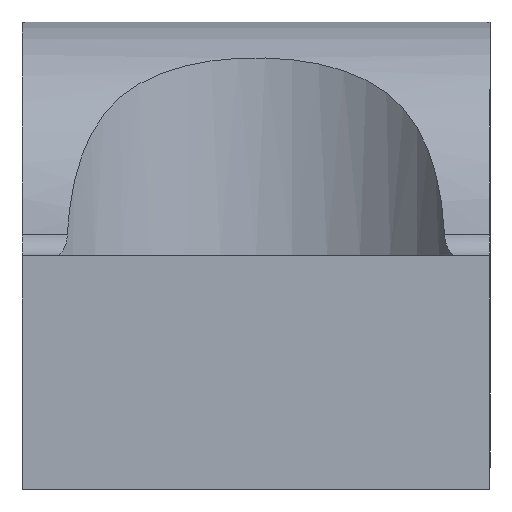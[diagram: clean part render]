
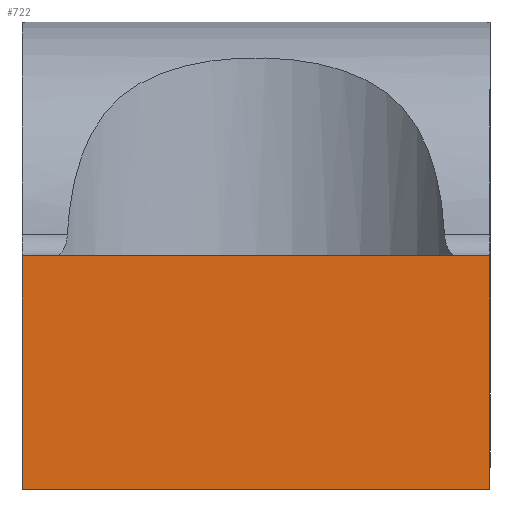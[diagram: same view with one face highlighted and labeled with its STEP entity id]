
A CAD part, left-side view. The second image highlights one B-rep face of the part: STEP entity #722.
In plain terms, the highlighted planar face has unit normal (-1, 0, 0).
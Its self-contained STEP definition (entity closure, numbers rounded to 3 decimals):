
#8 = DIRECTION ( 'NONE',  ( 0., 0., 1. ) ) ;
#24 = LINE ( 'NONE', #164, #788 ) ;
#53 = VERTEX_POINT ( 'NONE', #314 ) ;
#88 = CARTESIAN_POINT ( 'NONE',  ( -94., -30., 30. ) ) ;
#128 = DIRECTION ( 'NONE',  ( 0., -1., 0. ) ) ;
#148 = DIRECTION ( 'NONE',  ( 0., 1., 0. ) ) ;
#164 = CARTESIAN_POINT ( 'NONE',  ( -94., 30., 0. ) ) ;
#185 = VECTOR ( 'NONE', #840, 1000. ) ;
#210 = CARTESIAN_POINT ( 'NONE',  ( -94., 30., 0. ) ) ;
#250 = DIRECTION ( 'NONE',  ( 0., -1., 0. ) ) ;
#279 = CARTESIAN_POINT ( 'NONE',  ( -94., 30., 30. ) ) ;
#297 = CARTESIAN_POINT ( 'NONE',  ( -94., 30., 0. ) ) ;
#300 = ORIENTED_EDGE ( 'NONE', *, *, #468, .T. ) ;
#314 = CARTESIAN_POINT ( 'NONE',  ( -94., 30., 30. ) ) ;
#338 = LINE ( 'NONE', #279, #585 ) ;
#357 = PLANE ( 'NONE',  #472 ) ;
#363 = CARTESIAN_POINT ( 'NONE',  ( -94., 30., 0. ) ) ;
#368 = LINE ( 'NONE', #635, #185 ) ;
#372 = LINE ( 'NONE', #297, #625 ) ;
#379 = EDGE_CURVE ( 'NONE', #53, #577, #338, .T. ) ;
#387 = VERTEX_POINT ( 'NONE', #210 ) ;
#443 = ORIENTED_EDGE ( 'NONE', *, *, #501, .F. ) ;
#468 = EDGE_CURVE ( 'NONE', #533, #577, #368, .T. ) ;
#472 = AXIS2_PLACEMENT_3D ( 'NONE', #363, #493, #148 ) ;
#493 = DIRECTION ( 'NONE',  ( 1., 0., 0. ) ) ;
#501 = EDGE_CURVE ( 'NONE', #387, #53, #372, .T. ) ;
#533 = VERTEX_POINT ( 'NONE', #694 ) ;
#554 = FACE_OUTER_BOUND ( 'NONE', #665, .T. ) ;
#577 = VERTEX_POINT ( 'NONE', #88 ) ;
#585 = VECTOR ( 'NONE', #128, 1000. ) ;
#587 = ORIENTED_EDGE ( 'NONE', *, *, #379, .F. ) ;
#625 = VECTOR ( 'NONE', #8, 1000. ) ;
#628 = EDGE_CURVE ( 'NONE', #387, #533, #24, .T. ) ;
#635 = CARTESIAN_POINT ( 'NONE',  ( -94., -30., 0. ) ) ;
#665 = EDGE_LOOP ( 'NONE', ( #841, #300, #587, #443 ) ) ;
#694 = CARTESIAN_POINT ( 'NONE',  ( -94., -30., 0. ) ) ;
#722 = ADVANCED_FACE ( 'NONE', ( #554 ), #357, .F. ) ;
#788 = VECTOR ( 'NONE', #250, 1000. ) ;
#840 = DIRECTION ( 'NONE',  ( 0., 0., 1. ) ) ;
#841 = ORIENTED_EDGE ( 'NONE', *, *, #628, .T. ) ;
